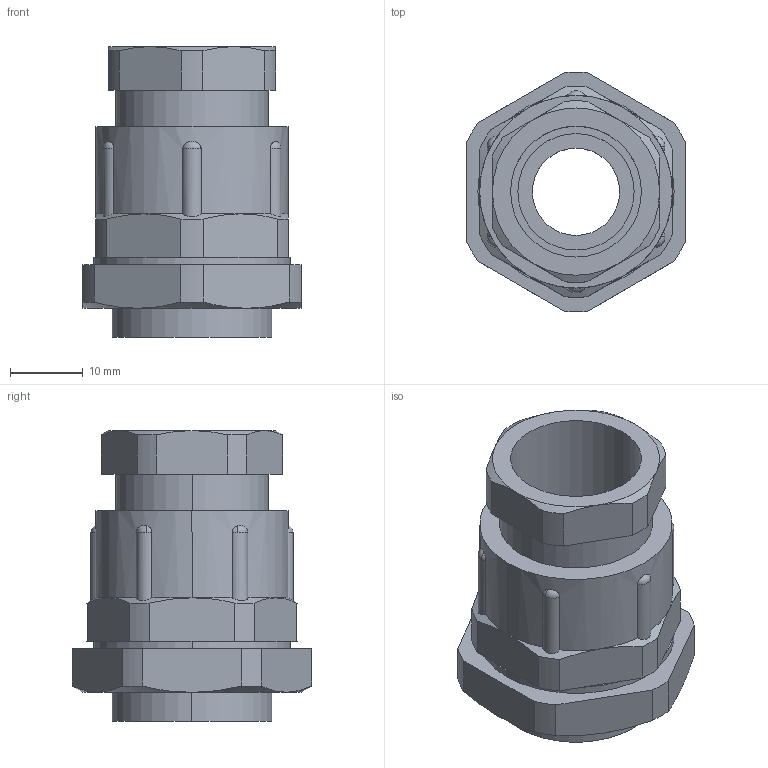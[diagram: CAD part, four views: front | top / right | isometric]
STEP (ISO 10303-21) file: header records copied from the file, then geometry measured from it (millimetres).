
FILE_DESCRIPTION (( 'STEP AP214' ), '1' );
FILE_NAME ('YSA30-12-16-54-K41 Ñàëüíèê PGL 16 äèàìåòð ïðîâîäíèêà 10-11ìì IP54 ÈÝÊ.STEP', '2016-09-27T13:28:30', ( '' ), ( '' ), 'SwSTEP 2.0', 'SolidWorks 2014', '' );
FILE_SCHEMA (( 'AUTOMOTIVE_DESIGN' ));
Length unit declared in the file: millimetre
Products named in the file (1): YSA30-12-16-54-K41 Ñàëüíèê PGL 16 äèàìåòð ïðîâîäíèêà 10-11ìì IP54 ÈÝÊ
Bounding box: 30 x 32.98 x 40 mm (x, y, z)
Volume: 12611.2 mm3; surface area: 11264.6 mm2
Topology: 6 solids, 6 shells, 182 faces, 451 edges, 292 vertices
Faces by surface type: plane 67, cylinder 56, bspline 29, cone 18, torus 12
Entity records: 7436 total; most frequent: CARTESIAN_POINT 3189, ORIENTED_EDGE 902, DIRECTION 781, EDGE_CURVE 451, VERTEX_POINT 292, AXIS2_PLACEMENT_3D 288, EDGE_LOOP 205, LINE 205
